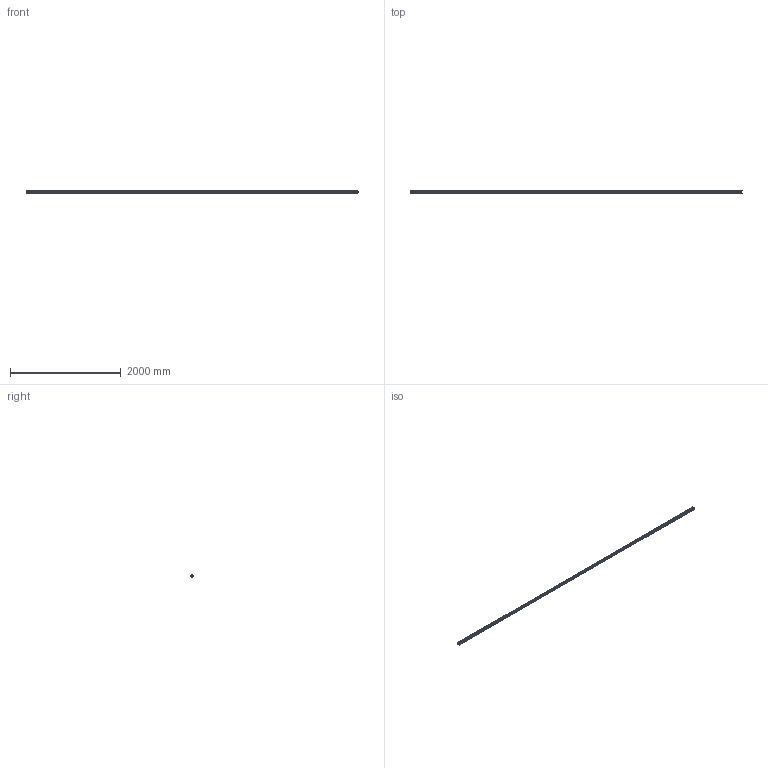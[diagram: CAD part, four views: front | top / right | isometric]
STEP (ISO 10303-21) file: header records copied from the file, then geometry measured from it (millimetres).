
FILE_DESCRIPTION (( 'STEP AP214' ), '1' );
FILE_NAME ('202072_Profil 8 40x40.STEP', '2019-05-10T08:50:02', ( '' ), ( '' ), 'SwSTEP 2.0', 'SolidWorks 2017', '' );
FILE_SCHEMA (( 'AUTOMOTIVE_DESIGN' ));
Length unit declared in the file: millimetre
Products named in the file (1): 202072_Profil 8 40x40
Bounding box: 6000 x 40 x 40 mm (x, y, z)
Volume: 5573273.1 mm3; surface area: 1955799.9 mm2
Topology: 1 solids, 1 shells, 78 faces, 228 edges, 152 vertices
Faces by surface type: cylinder 48, plane 30
Entity records: 2666 total; most frequent: DIRECTION 482, CARTESIAN_POINT 459, ORIENTED_EDGE 456, EDGE_CURVE 228, AXIS2_PLACEMENT_3D 175, VERTEX_POINT 152, VECTOR 132, LINE 132
